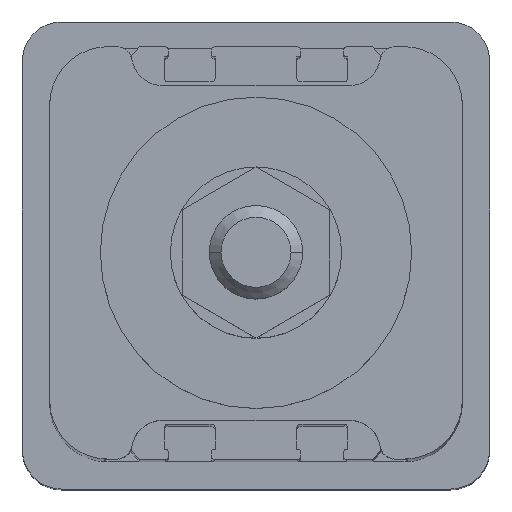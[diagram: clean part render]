
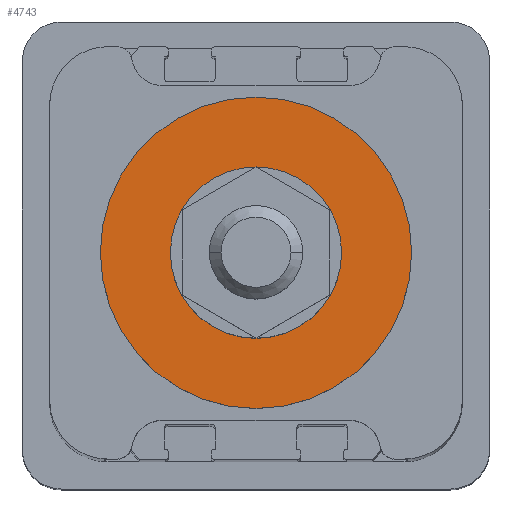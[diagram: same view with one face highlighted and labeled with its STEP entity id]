
A CAD part, top view. The second image highlights one B-rep face of the part: STEP entity #4743.
In plain terms, the highlighted planar face has unit normal (0, 0, 1).
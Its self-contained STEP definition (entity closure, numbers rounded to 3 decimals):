
#209 = EDGE_CURVE ( 'NONE', #1356, #2353, #2958, .T. ) ;
#216 = AXIS2_PLACEMENT_3D ( 'NONE', #2375, #2356, #355 ) ;
#355 = DIRECTION ( 'NONE',  ( 1., 0., 0. ) ) ;
#368 = VERTEX_POINT ( 'NONE', #2338 ) ;
#509 = AXIS2_PLACEMENT_3D ( 'NONE', #1053, #3878, #3614 ) ;
#522 = ORIENTED_EDGE ( 'NONE', *, *, #209, .F. ) ;
#628 = AXIS2_PLACEMENT_3D ( 'NONE', #6018, #5016, #4990 ) ;
#764 = CARTESIAN_POINT ( 'NONE',  ( -20., 0., 180. ) ) ;
#1053 = CARTESIAN_POINT ( 'NONE',  ( 0., 0., 180. ) ) ;
#1088 = VERTEX_POINT ( 'NONE', #764 ) ;
#1155 = ORIENTED_EDGE ( 'NONE', *, *, #2265, .T. ) ;
#1356 = VERTEX_POINT ( 'NONE', #5605 ) ;
#1418 = CIRCLE ( 'NONE', #3163, 11. ) ;
#1484 = CIRCLE ( 'NONE', #216, 20. ) ;
#2102 = EDGE_CURVE ( 'NONE', #1088, #368, #1484, .T. ) ;
#2180 = EDGE_CURVE ( 'NONE', #2353, #1356, #1418, .T. ) ;
#2265 = EDGE_CURVE ( 'NONE', #368, #1088, #3036, .T. ) ;
#2338 = CARTESIAN_POINT ( 'NONE',  ( 20., 0., 180. ) ) ;
#2353 = VERTEX_POINT ( 'NONE', #2397 ) ;
#2356 = DIRECTION ( 'NONE',  ( 0., 0., 1. ) ) ;
#2375 = CARTESIAN_POINT ( 'NONE',  ( 0., 0., 180. ) ) ;
#2397 = CARTESIAN_POINT ( 'NONE',  ( -11., 0., 180. ) ) ;
#2421 = DIRECTION ( 'NONE',  ( 0., 0., 1. ) ) ;
#2958 = CIRCLE ( 'NONE', #5908, 11. ) ;
#3036 = CIRCLE ( 'NONE', #509, 20. ) ;
#3163 = AXIS2_PLACEMENT_3D ( 'NONE', #5907, #2421, #5104 ) ;
#3457 = EDGE_LOOP ( 'NONE', ( #4898, #1155 ) ) ;
#3542 = FACE_BOUND ( 'NONE', #5079, .T. ) ;
#3596 = FACE_OUTER_BOUND ( 'NONE', #3457, .T. ) ;
#3614 = DIRECTION ( 'NONE',  ( 1., 0., 0. ) ) ;
#3878 = DIRECTION ( 'NONE',  ( 0., 0., 1. ) ) ;
#4122 = CARTESIAN_POINT ( 'NONE',  ( 0., 0., 180. ) ) ;
#4136 = DIRECTION ( 'NONE',  ( 1., 0., 0. ) ) ;
#4140 = DIRECTION ( 'NONE',  ( 0., 0., 1. ) ) ;
#4529 = ORIENTED_EDGE ( 'NONE', *, *, #2180, .F. ) ;
#4743 = ADVANCED_FACE ( 'NONE', ( #3542, #3596 ), #5972, .T. ) ;
#4898 = ORIENTED_EDGE ( 'NONE', *, *, #2102, .T. ) ;
#4990 = DIRECTION ( 'NONE',  ( 1., 0., 0. ) ) ;
#5016 = DIRECTION ( 'NONE',  ( 0., 0., 1. ) ) ;
#5079 = EDGE_LOOP ( 'NONE', ( #4529, #522 ) ) ;
#5104 = DIRECTION ( 'NONE',  ( 1., 0., 0. ) ) ;
#5605 = CARTESIAN_POINT ( 'NONE',  ( 11., 0., 180. ) ) ;
#5907 = CARTESIAN_POINT ( 'NONE',  ( 0., 0., 180. ) ) ;
#5908 = AXIS2_PLACEMENT_3D ( 'NONE', #4122, #4140, #4136 ) ;
#5972 = PLANE ( 'NONE',  #628 ) ;
#6018 = CARTESIAN_POINT ( 'NONE',  ( 0., 0., 180. ) ) ;
